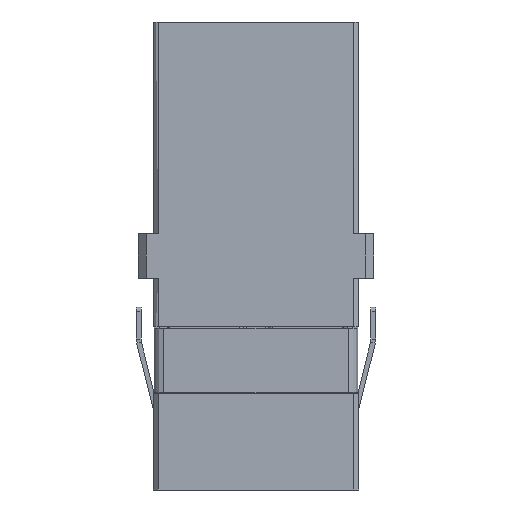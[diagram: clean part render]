
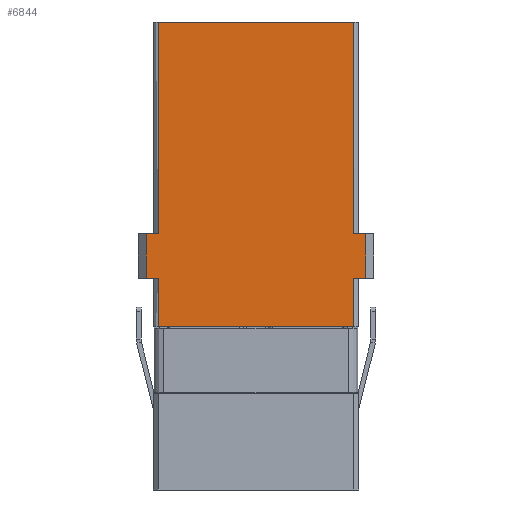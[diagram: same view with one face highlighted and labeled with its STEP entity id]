
A CAD part, front view. The second image highlights one B-rep face of the part: STEP entity #6844.
In plain terms, the highlighted planar face has unit normal (0, -1, 0).
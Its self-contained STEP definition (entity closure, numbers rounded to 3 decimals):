
#90 = VECTOR ( 'NONE', #4513, 1000. ) ;
#139 = LINE ( 'NONE', #3394, #8329 ) ;
#319 = VECTOR ( 'NONE', #11809, 1000. ) ;
#358 = VECTOR ( 'NONE', #2705, 1000. ) ;
#428 = CARTESIAN_POINT ( 'NONE',  ( 6.1, -4.65, -1.4 ) ) ;
#460 = CARTESIAN_POINT ( 'NONE',  ( -11., -4.65, 14.6 ) ) ;
#524 = ORIENTED_EDGE ( 'NONE', *, *, #7403, .F. ) ;
#678 = DIRECTION ( 'NONE',  ( 1., 0., 0. ) ) ;
#800 = VECTOR ( 'NONE', #12456, 1000. ) ;
#898 = CARTESIAN_POINT ( 'NONE',  ( -6.1, -4.65, 1.4 ) ) ;
#1186 = LINE ( 'NONE', #3315, #90 ) ;
#1324 = VERTEX_POINT ( 'NONE', #8548 ) ;
#1418 = LINE ( 'NONE', #11460, #800 ) ;
#1561 = CARTESIAN_POINT ( 'NONE',  ( 6.85, -4.65, 1.4 ) ) ;
#1573 = ORIENTED_EDGE ( 'NONE', *, *, #3823, .F. ) ;
#1970 = CARTESIAN_POINT ( 'NONE',  ( -6.85, -4.65, 1.4 ) ) ;
#2035 = VECTOR ( 'NONE', #7699, 1000. ) ;
#2194 = CARTESIAN_POINT ( 'NONE',  ( -6.85, -4.65, 1.4 ) ) ;
#2327 = EDGE_CURVE ( 'NONE', #5083, #8669, #1186, .T. ) ;
#2498 = EDGE_CURVE ( 'NONE', #1324, #10177, #8279, .T. ) ;
#2662 = EDGE_CURVE ( 'NONE', #3776, #10315, #8895, .T. ) ;
#2705 = DIRECTION ( 'NONE',  ( 1., 0., 0. ) ) ;
#2714 = VECTOR ( 'NONE', #678, 1000. ) ;
#2827 = ORIENTED_EDGE ( 'NONE', *, *, #2871, .F. ) ;
#2853 = LINE ( 'NONE', #898, #3491 ) ;
#2868 = VECTOR ( 'NONE', #10760, 1000. ) ;
#2871 = EDGE_CURVE ( 'NONE', #10177, #8954, #5310, .T. ) ;
#3105 = ORIENTED_EDGE ( 'NONE', *, *, #2662, .F. ) ;
#3315 = CARTESIAN_POINT ( 'NONE',  ( 6.85, -4.65, 1.4 ) ) ;
#3394 = CARTESIAN_POINT ( 'NONE',  ( 6.1, -4.65, 1.4 ) ) ;
#3491 = VECTOR ( 'NONE', #8783, 1000. ) ;
#3681 = EDGE_LOOP ( 'NONE', ( #11567, #10018, #1573, #5269, #11643, #9586, #524, #7456, #2827, #6322, #5883, #3105 ) ) ;
#3697 = EDGE_CURVE ( 'NONE', #9335, #8669, #1418, .T. ) ;
#3722 = DIRECTION ( 'NONE',  ( 0., 0., -1. ) ) ;
#3742 = VERTEX_POINT ( 'NONE', #6561 ) ;
#3776 = VERTEX_POINT ( 'NONE', #7668 ) ;
#3823 = EDGE_CURVE ( 'NONE', #3742, #3865, #9918, .T. ) ;
#3865 = VERTEX_POINT ( 'NONE', #11997 ) ;
#4224 = EDGE_CURVE ( 'NONE', #3776, #8485, #4763, .T. ) ;
#4372 = CARTESIAN_POINT ( 'NONE',  ( 6.85, -4.65, -1.4 ) ) ;
#4382 = DIRECTION ( 'NONE',  ( 0., 0., -1. ) ) ;
#4402 = CARTESIAN_POINT ( 'NONE',  ( -11., -4.65, -4.4 ) ) ;
#4513 = DIRECTION ( 'NONE',  ( 0., 0., -1. ) ) ;
#4588 = EDGE_CURVE ( 'NONE', #9335, #3742, #12239, .T. ) ;
#4609 = VECTOR ( 'NONE', #5862, 1000. ) ;
#4674 = CARTESIAN_POINT ( 'NONE',  ( 11., -4.65, 1.4 ) ) ;
#4753 = CARTESIAN_POINT ( 'NONE',  ( -6.1, -4.65, 1.4 ) ) ;
#4763 = LINE ( 'NONE', #10756, #4609 ) ;
#5035 = DIRECTION ( 'NONE',  ( 0., 1., 0. ) ) ;
#5044 = VECTOR ( 'NONE', #3722, 1000. ) ;
#5083 = VERTEX_POINT ( 'NONE', #1561 ) ;
#5269 = ORIENTED_EDGE ( 'NONE', *, *, #4588, .F. ) ;
#5310 = LINE ( 'NONE', #460, #2714 ) ;
#5862 = DIRECTION ( 'NONE',  ( 1., 0., 0. ) ) ;
#5883 = ORIENTED_EDGE ( 'NONE', *, *, #11611, .F. ) ;
#6080 = DIRECTION ( 'NONE',  ( 0., 0., 1. ) ) ;
#6322 = ORIENTED_EDGE ( 'NONE', *, *, #2498, .F. ) ;
#6506 = EDGE_CURVE ( 'NONE', #8954, #9663, #139, .T. ) ;
#6561 = CARTESIAN_POINT ( 'NONE',  ( 6.1, -4.65, -4.4 ) ) ;
#6703 = CARTESIAN_POINT ( 'NONE',  ( -6.1, -4.65, 14.6 ) ) ;
#6844 = ADVANCED_FACE ( 'NONE', ( #8217 ), #11882, .F. ) ;
#6899 = DIRECTION ( 'NONE',  ( 0., 0., 1. ) ) ;
#7002 = CARTESIAN_POINT ( 'NONE',  ( 6.1, -4.65, 1.4 ) ) ;
#7403 = EDGE_CURVE ( 'NONE', #9663, #5083, #9022, .T. ) ;
#7456 = ORIENTED_EDGE ( 'NONE', *, *, #6506, .F. ) ;
#7668 = CARTESIAN_POINT ( 'NONE',  ( -6.85, -4.65, -1.4 ) ) ;
#7699 = DIRECTION ( 'NONE',  ( -1., 0., 0. ) ) ;
#8217 = FACE_OUTER_BOUND ( 'NONE', #3681, .T. ) ;
#8279 = LINE ( 'NONE', #4753, #2868 ) ;
#8329 = VECTOR ( 'NONE', #4382, 1000. ) ;
#8485 = VERTEX_POINT ( 'NONE', #9411 ) ;
#8548 = CARTESIAN_POINT ( 'NONE',  ( -6.1, -4.65, 1.4 ) ) ;
#8669 = VERTEX_POINT ( 'NONE', #4372 ) ;
#8783 = DIRECTION ( 'NONE',  ( 0., 0., 1. ) ) ;
#8895 = LINE ( 'NONE', #1970, #9375 ) ;
#8954 = VERTEX_POINT ( 'NONE', #10575 ) ;
#9022 = LINE ( 'NONE', #4674, #358 ) ;
#9335 = VERTEX_POINT ( 'NONE', #428 ) ;
#9375 = VECTOR ( 'NONE', #6080, 1000. ) ;
#9411 = CARTESIAN_POINT ( 'NONE',  ( -6.1, -4.65, -1.4 ) ) ;
#9586 = ORIENTED_EDGE ( 'NONE', *, *, #2327, .F. ) ;
#9663 = VERTEX_POINT ( 'NONE', #7002 ) ;
#9918 = LINE ( 'NONE', #4402, #2035 ) ;
#9961 = CARTESIAN_POINT ( 'NONE',  ( -11., -4.65, 1.4 ) ) ;
#10018 = ORIENTED_EDGE ( 'NONE', *, *, #11106, .F. ) ;
#10177 = VERTEX_POINT ( 'NONE', #6703 ) ;
#10315 = VERTEX_POINT ( 'NONE', #2194 ) ;
#10575 = CARTESIAN_POINT ( 'NONE',  ( 6.1, -4.65, 14.6 ) ) ;
#10756 = CARTESIAN_POINT ( 'NONE',  ( 11., -4.65, -1.4 ) ) ;
#10760 = DIRECTION ( 'NONE',  ( 0., 0., 1. ) ) ;
#11088 = AXIS2_PLACEMENT_3D ( 'NONE', #9961, #5035, #6899 ) ;
#11106 = EDGE_CURVE ( 'NONE', #3865, #8485, #2853, .T. ) ;
#11175 = LINE ( 'NONE', #11935, #319 ) ;
#11460 = CARTESIAN_POINT ( 'NONE',  ( 11., -4.65, -1.4 ) ) ;
#11567 = ORIENTED_EDGE ( 'NONE', *, *, #4224, .T. ) ;
#11611 = EDGE_CURVE ( 'NONE', #10315, #1324, #11175, .T. ) ;
#11643 = ORIENTED_EDGE ( 'NONE', *, *, #3697, .T. ) ;
#11749 = CARTESIAN_POINT ( 'NONE',  ( 6.1, -4.65, 1.4 ) ) ;
#11809 = DIRECTION ( 'NONE',  ( 1., 0., 0. ) ) ;
#11882 = PLANE ( 'NONE',  #11088 ) ;
#11935 = CARTESIAN_POINT ( 'NONE',  ( 11., -4.65, 1.4 ) ) ;
#11997 = CARTESIAN_POINT ( 'NONE',  ( -6.1, -4.65, -4.4 ) ) ;
#12239 = LINE ( 'NONE', #11749, #5044 ) ;
#12456 = DIRECTION ( 'NONE',  ( 1., 0., 0. ) ) ;
